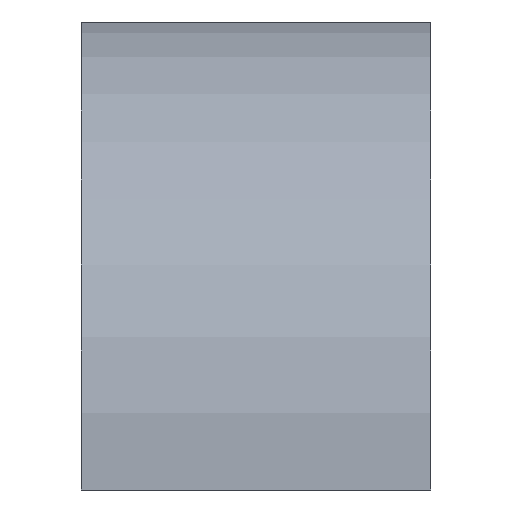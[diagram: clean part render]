
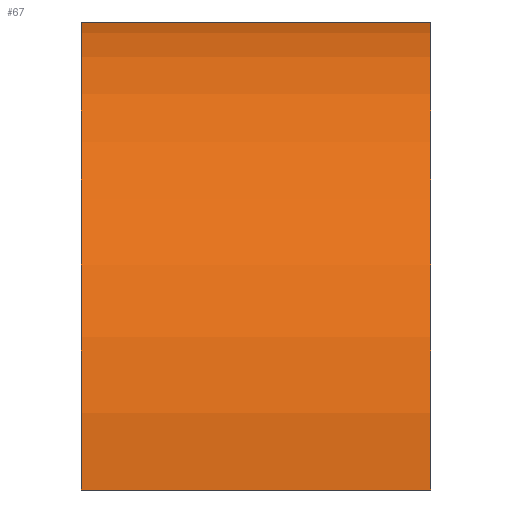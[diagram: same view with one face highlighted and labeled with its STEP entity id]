
A CAD part, front view. The second image highlights one B-rep face of the part: STEP entity #67.
In plain terms, the highlighted cylindrical face has radius 2.019 mm (diameter 4.039 mm), a partial arc.
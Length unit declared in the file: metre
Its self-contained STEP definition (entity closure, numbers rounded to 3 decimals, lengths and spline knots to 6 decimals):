
#20=CYLINDRICAL_SURFACE('',#86,0.002019);
#21=CIRCLE('',#83,0.002019);
#22=CIRCLE('',#85,0.002019);
#31=ORIENTED_EDGE('',*,*,#35,.T.);
#32=ORIENTED_EDGE('',*,*,#40,.T.);
#33=ORIENTED_EDGE('',*,*,#37,.T.);
#34=ORIENTED_EDGE('',*,*,#39,.F.);
#35=EDGE_CURVE('',#41,#42,#45,.T.);
#37=EDGE_CURVE('',#44,#43,#47,.F.);
#39=EDGE_CURVE('',#41,#43,#21,.T.);
#40=EDGE_CURVE('',#42,#44,#22,.T.);
#41=VERTEX_POINT('',#108);
#42=VERTEX_POINT('',#109);
#43=VERTEX_POINT('',#111);
#44=VERTEX_POINT('',#113);
#45=LINE('',#107,#49);
#47=LINE('',#112,#51);
#49=VECTOR('',#91,1.);
#51=VECTOR('',#93,1.);
#56=EDGE_LOOP('',(#31,#32,#33,#34));
#60=FACE_BOUND('',#56,.T.);
#67=ADVANCED_FACE('',(#60),#20,.T.);
#83=AXIS2_PLACEMENT_3D('',#116,#97,#98);
#85=AXIS2_PLACEMENT_3D('',#118,#101,#102);
#86=AXIS2_PLACEMENT_3D('',#119,#103,#104);
#91=DIRECTION('',(-1.,0.,0.));
#93=DIRECTION('',(-1.,0.,0.));
#97=DIRECTION('',(1.,0.,0.));
#98=DIRECTION('',(0.,0.156,-0.988));
#101=DIRECTION('',(1.,0.,0.));
#102=DIRECTION('',(0.,0.156,-0.988));
#103=DIRECTION('',(-1.,0.,0.));
#104=DIRECTION('',(0.,-1.,0.));
#107=CARTESIAN_POINT('',(0.04243,-0.119026,0.151925));
#108=CARTESIAN_POINT('',(0.04243,-0.119026,0.151925));
#109=CARTESIAN_POINT('',(0.040842,-0.119026,0.151925));
#111=CARTESIAN_POINT('',(0.04243,-0.123058,0.151702));
#112=CARTESIAN_POINT('',(0.04243,-0.123058,0.151702));
#113=CARTESIAN_POINT('',(0.040842,-0.123058,0.151702));
#116=CARTESIAN_POINT('',(0.04243,-0.121042,0.151814));
#118=CARTESIAN_POINT('',(0.040842,-0.121042,0.151814));
#119=CARTESIAN_POINT('',(0.04243,-0.121042,0.151814));
